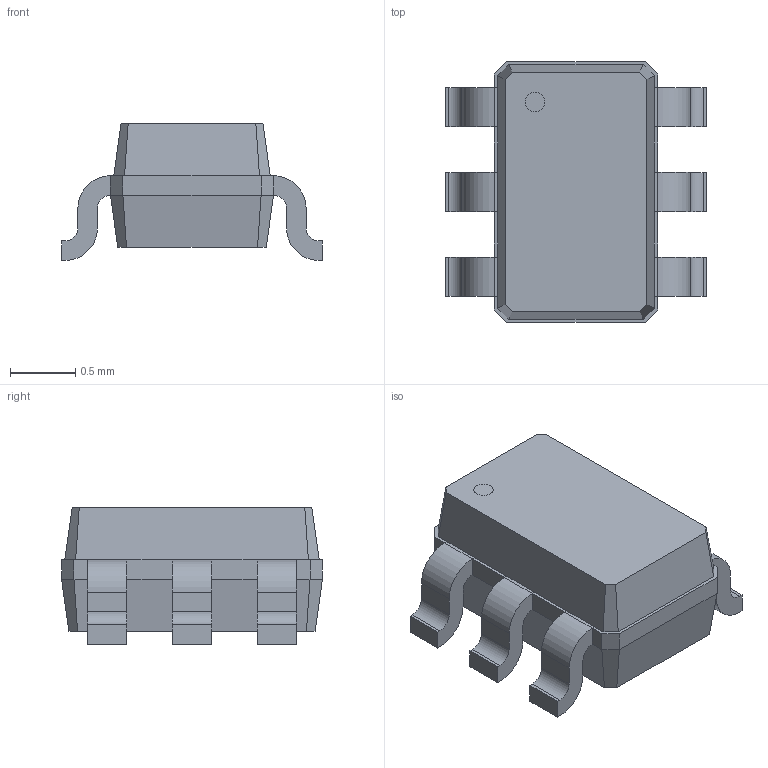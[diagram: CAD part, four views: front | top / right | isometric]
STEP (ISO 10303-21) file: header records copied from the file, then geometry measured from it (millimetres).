
FILE_DESCRIPTION(/* description */ ('model of SOT-363_SC-70-6'),/* implementation_level */ '2;1');
FILE_NAME(/* name */ 'SOT-363_SC-70-6.step',/* author */ ('KiCAD','kicad'),/* organization */ ('OCCT'),/* preprocessor_version */ '',/* originating_system */ 'KiCAD',/* authorisation */ '');
FILE_SCHEMA(('AUTOMOTIVE_DESIGN { 1 0 10303 214 1 1 1 1 }'));
Length unit declared in the file: millimetre
Products named in the file (1): SOT-363_SC-70-6
Bounding box: 2 x 2 x 1.05 mm (x, y, z)
Volume: 2.4 mm3; surface area: 14 mm2
Topology: 1 solids, 1 shells, 111 faces, 281 edges, 173 vertices
Faces by surface type: plane 71, cylinder 24, bspline 16
Entity records: 2178 total; most frequent: ORIENTED_EDGE 486, EDGE_CURVE 281, CARTESIAN_POINT 224, LINE 184, VERTEX_POINT 173, AXIS2_PLACEMENT_3D 128, FACE_BOUND 112, EDGE_LOOP 112
